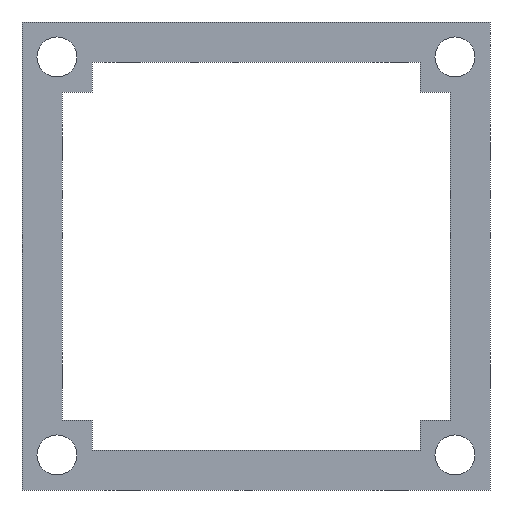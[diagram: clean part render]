
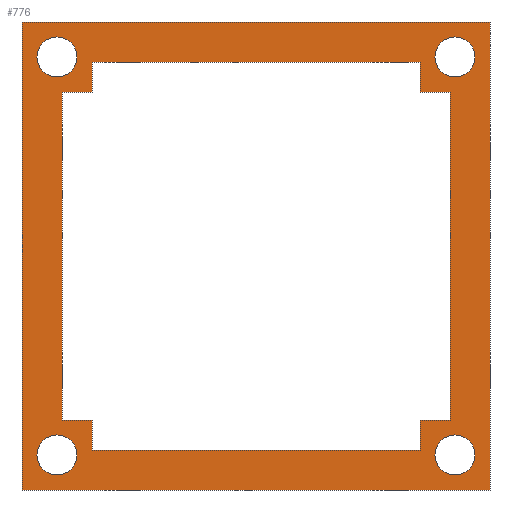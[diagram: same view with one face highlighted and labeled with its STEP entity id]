
A CAD part, front view. The second image highlights one B-rep face of the part: STEP entity #776.
In plain terms, the highlighted planar face has unit normal (0, -1, 0).
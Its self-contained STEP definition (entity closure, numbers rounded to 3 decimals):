
#47=FACE_BOUND('',#170,.T.);
#48=FACE_BOUND('',#171,.T.);
#49=FACE_BOUND('',#172,.T.);
#50=FACE_BOUND('',#173,.T.);
#51=FACE_BOUND('',#174,.T.);
#72=CIRCLE('',#839,2.);
#73=CIRCLE('',#841,2.);
#74=CIRCLE('',#843,2.);
#75=CIRCLE('',#845,2.);
#112=FACE_OUTER_BOUND('',#169,.T.);
#169=EDGE_LOOP('',(#695,#696,#697,#698));
#170=EDGE_LOOP('',(#699,#700,#701,#702,#703,#704,#705,#706,#707,#708,#709,
#710));
#171=EDGE_LOOP('',(#711));
#172=EDGE_LOOP('',(#712));
#173=EDGE_LOOP('',(#713));
#174=EDGE_LOOP('',(#714));
#177=LINE('',#1064,#257);
#181=LINE('',#1073,#261);
#185=LINE('',#1080,#265);
#190=LINE('',#1094,#270);
#195=LINE('',#1103,#275);
#200=LINE('',#1115,#280);
#204=LINE('',#1124,#284);
#209=LINE('',#1132,#289);
#215=LINE('',#1149,#295);
#220=LINE('',#1158,#300);
#225=LINE('',#1176,#305);
#246=LINE('',#1248,#326);
#247=LINE('',#1252,#327);
#250=LINE('',#1257,#330);
#252=LINE('',#1261,#332);
#254=LINE('',#1264,#334);
#257=VECTOR('',#858,10.);
#261=VECTOR('',#864,10.);
#265=VECTOR('',#870,10.);
#270=VECTOR('',#883,10.);
#275=VECTOR('',#890,10.);
#280=VECTOR('',#899,10.);
#284=VECTOR('',#905,10.);
#289=VECTOR('',#912,10.);
#295=VECTOR('',#928,10.);
#300=VECTOR('',#937,10.);
#305=VECTOR('',#954,10.);
#326=VECTOR('',#1037,10.);
#327=VECTOR('',#1040,10.);
#330=VECTOR('',#1045,10.);
#332=VECTOR('',#1049,10.);
#334=VECTOR('',#1053,10.);
#337=VERTEX_POINT('',#1061);
#338=VERTEX_POINT('',#1063);
#341=VERTEX_POINT('',#1070);
#342=VERTEX_POINT('',#1072);
#349=VERTEX_POINT('',#1093);
#352=VERTEX_POINT('',#1101);
#356=VERTEX_POINT('',#1112);
#357=VERTEX_POINT('',#1114);
#360=VERTEX_POINT('',#1121);
#361=VERTEX_POINT('',#1123);
#369=VERTEX_POINT('',#1148);
#378=VERTEX_POINT('',#1175);
#395=VERTEX_POINT('',#1232);
#396=VERTEX_POINT('',#1236);
#397=VERTEX_POINT('',#1240);
#398=VERTEX_POINT('',#1244);
#399=VERTEX_POINT('',#1250);
#400=VERTEX_POINT('',#1251);
#401=VERTEX_POINT('',#1256);
#402=VERTEX_POINT('',#1260);
#405=EDGE_CURVE('',#338,#337,#177,.T.);
#409=EDGE_CURVE('',#342,#341,#181,.T.);
#413=EDGE_CURVE('',#341,#338,#185,.T.);
#420=EDGE_CURVE('',#349,#342,#190,.T.);
#425=EDGE_CURVE('',#337,#352,#195,.T.);
#430=EDGE_CURVE('',#357,#356,#200,.T.);
#434=EDGE_CURVE('',#361,#360,#204,.T.);
#439=EDGE_CURVE('',#360,#357,#209,.T.);
#447=EDGE_CURVE('',#369,#361,#215,.T.);
#452=EDGE_CURVE('',#352,#369,#220,.T.);
#461=EDGE_CURVE('',#378,#349,#225,.T.);
#491=EDGE_CURVE('',#395,#395,#72,.T.);
#493=EDGE_CURVE('',#396,#396,#73,.T.);
#495=EDGE_CURVE('',#397,#397,#74,.T.);
#497=EDGE_CURVE('',#398,#398,#75,.T.);
#498=EDGE_CURVE('',#356,#378,#246,.T.);
#499=EDGE_CURVE('',#399,#400,#247,.T.);
#502=EDGE_CURVE('',#400,#401,#250,.T.);
#504=EDGE_CURVE('',#401,#402,#252,.T.);
#506=EDGE_CURVE('',#402,#399,#254,.T.);
#695=ORIENTED_EDGE('',*,*,#506,.T.);
#696=ORIENTED_EDGE('',*,*,#499,.T.);
#697=ORIENTED_EDGE('',*,*,#502,.T.);
#698=ORIENTED_EDGE('',*,*,#504,.T.);
#699=ORIENTED_EDGE('',*,*,#405,.T.);
#700=ORIENTED_EDGE('',*,*,#425,.T.);
#701=ORIENTED_EDGE('',*,*,#452,.T.);
#702=ORIENTED_EDGE('',*,*,#447,.T.);
#703=ORIENTED_EDGE('',*,*,#434,.T.);
#704=ORIENTED_EDGE('',*,*,#439,.T.);
#705=ORIENTED_EDGE('',*,*,#430,.T.);
#706=ORIENTED_EDGE('',*,*,#498,.T.);
#707=ORIENTED_EDGE('',*,*,#461,.T.);
#708=ORIENTED_EDGE('',*,*,#420,.T.);
#709=ORIENTED_EDGE('',*,*,#409,.T.);
#710=ORIENTED_EDGE('',*,*,#413,.T.);
#711=ORIENTED_EDGE('',*,*,#491,.T.);
#712=ORIENTED_EDGE('',*,*,#493,.T.);
#713=ORIENTED_EDGE('',*,*,#495,.T.);
#714=ORIENTED_EDGE('',*,*,#497,.T.);
#739=PLANE('',#851);
#776=ADVANCED_FACE('',(#112,#47,#48,#49,#50,#51),#739,.F.);
#839=AXIS2_PLACEMENT_3D('',#1234,#1018,#1019);
#841=AXIS2_PLACEMENT_3D('',#1238,#1023,#1024);
#843=AXIS2_PLACEMENT_3D('',#1242,#1028,#1029);
#845=AXIS2_PLACEMENT_3D('',#1246,#1033,#1034);
#851=AXIS2_PLACEMENT_3D('',#1265,#1054,#1055);
#858=DIRECTION('',(-1.,0.,0.));
#864=DIRECTION('',(1.,0.,0.));
#870=DIRECTION('',(0.,0.,-1.));
#883=DIRECTION('',(0.,0.,-1.));
#890=DIRECTION('',(0.,0.,-1.));
#899=DIRECTION('',(1.,0.,0.));
#905=DIRECTION('',(-1.,0.,0.));
#912=DIRECTION('',(0.,0.,1.));
#928=DIRECTION('',(0.,0.,1.));
#937=DIRECTION('',(-1.,0.,0.));
#954=DIRECTION('',(1.,0.,0.));
#1018=DIRECTION('center_axis',(0.,1.,0.));
#1019=DIRECTION('ref_axis',(-1.,0.,0.));
#1023=DIRECTION('center_axis',(0.,1.,0.));
#1024=DIRECTION('ref_axis',(-1.,0.,0.));
#1028=DIRECTION('center_axis',(0.,1.,0.));
#1029=DIRECTION('ref_axis',(-1.,0.,0.));
#1033=DIRECTION('center_axis',(0.,1.,0.));
#1034=DIRECTION('ref_axis',(-1.,0.,0.));
#1037=DIRECTION('',(0.,0.,1.));
#1040=DIRECTION('',(0.,0.,-1.));
#1045=DIRECTION('',(1.,0.,0.));
#1049=DIRECTION('',(0.,0.,1.));
#1053=DIRECTION('',(-1.,0.,0.));
#1054=DIRECTION('center_axis',(0.,1.,0.));
#1055=DIRECTION('ref_axis',(1.,0.,0.));
#1061=CARTESIAN_POINT('',(39.8,0.,7.));
#1063=CARTESIAN_POINT('',(42.8,0.,7.));
#1064=CARTESIAN_POINT('',(31.6,0.,7.));
#1070=CARTESIAN_POINT('',(42.8,0.,39.8));
#1072=CARTESIAN_POINT('',(39.8,0.,39.8));
#1073=CARTESIAN_POINT('',(31.6,0.,39.8));
#1080=CARTESIAN_POINT('',(42.8,0.,23.4));
#1093=CARTESIAN_POINT('',(39.8,0.,42.8));
#1094=CARTESIAN_POINT('',(39.8,0.,15.2));
#1101=CARTESIAN_POINT('',(39.8,0.,4.));
#1103=CARTESIAN_POINT('',(39.8,0.,15.2));
#1112=CARTESIAN_POINT('',(7.,0.,39.8));
#1114=CARTESIAN_POINT('',(4.,0.,39.8));
#1115=CARTESIAN_POINT('',(15.2,0.,39.8));
#1121=CARTESIAN_POINT('',(4.,0.,7.));
#1123=CARTESIAN_POINT('',(7.,0.,7.));
#1124=CARTESIAN_POINT('',(15.2,0.,7.));
#1132=CARTESIAN_POINT('',(4.,0.,23.4));
#1148=CARTESIAN_POINT('',(7.,0.,4.));
#1149=CARTESIAN_POINT('',(7.,0.,31.6));
#1158=CARTESIAN_POINT('',(15.2,0.,4.));
#1175=CARTESIAN_POINT('',(7.,0.,42.8));
#1176=CARTESIAN_POINT('',(31.6,0.,42.8));
#1232=CARTESIAN_POINT('',(45.3,0.,3.5));
#1234=CARTESIAN_POINT('Origin',(43.3,0.,3.5));
#1236=CARTESIAN_POINT('',(45.3,0.,43.3));
#1238=CARTESIAN_POINT('Origin',(43.3,0.,43.3));
#1240=CARTESIAN_POINT('',(5.5,0.,3.5));
#1242=CARTESIAN_POINT('Origin',(3.5,0.,3.5));
#1244=CARTESIAN_POINT('',(5.5,0.,43.3));
#1246=CARTESIAN_POINT('Origin',(3.5,0.,43.3));
#1248=CARTESIAN_POINT('',(7.,0.,31.6));
#1250=CARTESIAN_POINT('',(0.,0.,46.8));
#1251=CARTESIAN_POINT('',(0.,0.,0.));
#1252=CARTESIAN_POINT('',(0.,0.,46.8));
#1256=CARTESIAN_POINT('',(46.8,0.,0.));
#1257=CARTESIAN_POINT('',(0.,0.,0.));
#1260=CARTESIAN_POINT('',(46.8,0.,46.8));
#1261=CARTESIAN_POINT('',(46.8,0.,0.));
#1264=CARTESIAN_POINT('',(46.8,0.,46.8));
#1265=CARTESIAN_POINT('Origin',(23.4,0.,23.4));
